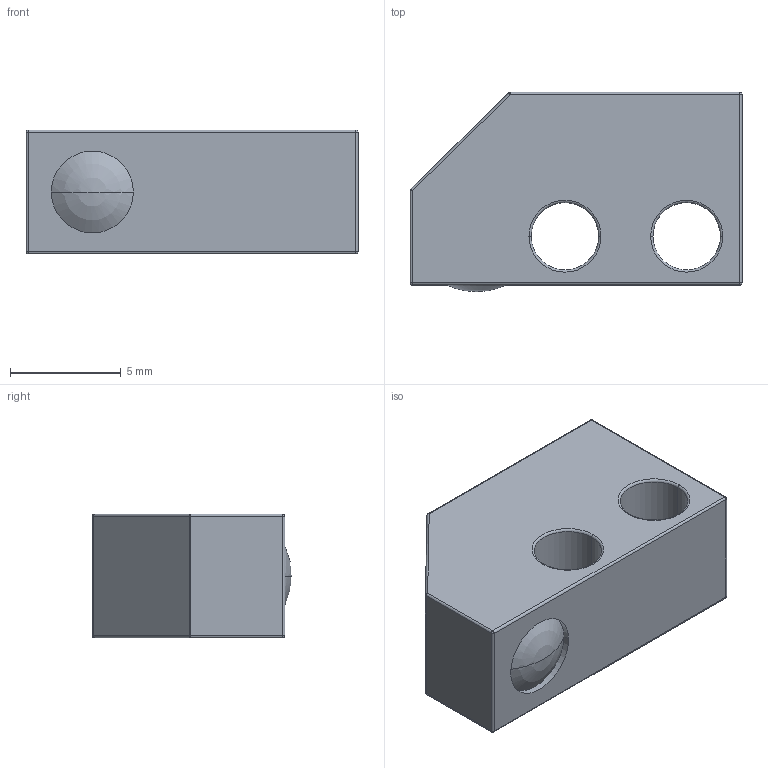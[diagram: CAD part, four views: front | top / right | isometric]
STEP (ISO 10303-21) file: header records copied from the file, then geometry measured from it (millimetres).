
FILE_DESCRIPTION((''),'2;1');
FILE_NAME('P5H','2021-06-10T16:20:38',('Administrator'),(''),'CREO PARAMETRIC BY PTC INC, 2018400','CREO PARAMETRIC BY PTC INC, 2018400','');
FILE_SCHEMA(('CONFIG_CONTROL_DESIGN'));
Length unit declared in the file: millimetre
Products named in the file (1): P5H
Bounding box: 15 x 9 x 5.6 mm (x, y, z)
Volume: 565.5 mm3; surface area: 633.5 mm2
Topology: 1 solids, 1 shells, 79 faces, 184 edges, 107 vertices
Faces by surface type: cylinder 41, sphere 12, plane 9, torus 8, bspline 7, cone 2
Entity records: 4011 total; most frequent: CARTESIAN_POINT 2260, ORIENTED_EDGE 364, DIRECTION 340, EDGE_CURVE 182, AXIS2_PLACEMENT_3D 138, VERTEX_POINT 107, EDGE_LOOP 85, FACE_OUTER_BOUND 79
